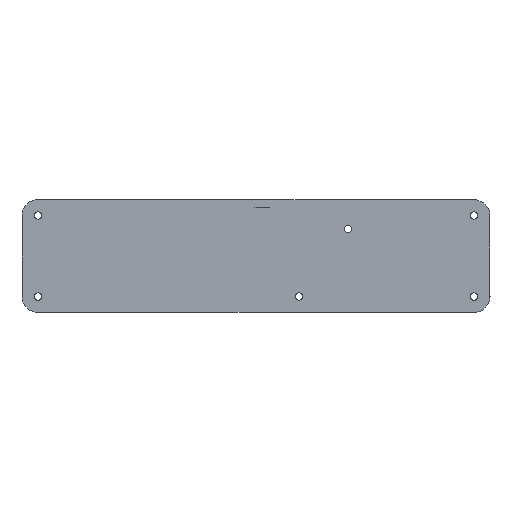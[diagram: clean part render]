
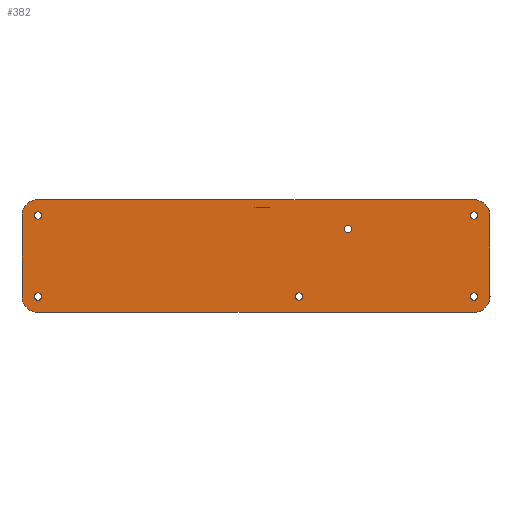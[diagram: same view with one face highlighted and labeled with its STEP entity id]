
A CAD part, top view. The second image highlights one B-rep face of the part: STEP entity #382.
In plain terms, the highlighted planar face has unit normal (0, 0, 1).
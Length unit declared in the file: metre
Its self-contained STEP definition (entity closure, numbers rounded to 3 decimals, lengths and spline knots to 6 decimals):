
#13=CIRCLE('',#400,0.006504);
#15=CIRCLE('',#404,0.006498);
#17=CIRCLE('',#408,0.006498);
#19=CIRCLE('',#412,0.006504);
#21=CIRCLE('',#415,0.006504);
#22=CIRCLE('',#418,0.0015);
#24=CIRCLE('',#421,0.0015);
#26=CIRCLE('',#424,0.0015);
#28=CIRCLE('',#427,0.0015);
#30=CIRCLE('',#430,0.0015);
#33=CIRCLE('',#435,0.006504);
#34=CIRCLE('',#437,0.0015);
#108=ORIENTED_EDGE('',*,*,#150,.T.);
#109=ORIENTED_EDGE('',*,*,#154,.T.);
#110=ORIENTED_EDGE('',*,*,#157,.T.);
#111=ORIENTED_EDGE('',*,*,#160,.T.);
#112=ORIENTED_EDGE('',*,*,#163,.T.);
#113=ORIENTED_EDGE('',*,*,#166,.T.);
#114=ORIENTED_EDGE('',*,*,#169,.T.);
#115=ORIENTED_EDGE('',*,*,#172,.T.);
#116=ORIENTED_EDGE('',*,*,#175,.T.);
#117=ORIENTED_EDGE('',*,*,#189,.T.);
#118=ORIENTED_EDGE('',*,*,#146,.F.);
#119=ORIENTED_EDGE('',*,*,#187,.T.);
#120=ORIENTED_EDGE('',*,*,#184,.T.);
#121=ORIENTED_EDGE('',*,*,#182,.F.);
#122=ORIENTED_EDGE('',*,*,#180,.F.);
#123=ORIENTED_EDGE('',*,*,#178,.F.);
#124=ORIENTED_EDGE('',*,*,#176,.T.);
#125=ORIENTED_EDGE('',*,*,#190,.F.);
#146=EDGE_CURVE('',#194,#195,#230,.T.);
#150=EDGE_CURVE('',#199,#198,#13,.F.);
#154=EDGE_CURVE('',#198,#201,#236,.T.);
#157=EDGE_CURVE('',#201,#203,#15,.F.);
#160=EDGE_CURVE('',#203,#205,#240,.T.);
#163=EDGE_CURVE('',#205,#207,#17,.F.);
#166=EDGE_CURVE('',#207,#209,#244,.T.);
#169=EDGE_CURVE('',#209,#211,#19,.F.);
#172=EDGE_CURVE('',#211,#213,#21,.F.);
#175=EDGE_CURVE('',#213,#215,#249,.T.);
#176=EDGE_CURVE('',#216,#216,#22,.T.);
#178=EDGE_CURVE('',#218,#218,#24,.T.);
#180=EDGE_CURVE('',#220,#220,#26,.T.);
#182=EDGE_CURVE('',#222,#222,#28,.T.);
#184=EDGE_CURVE('',#224,#224,#30,.T.);
#187=EDGE_CURVE('',#194,#195,#251,.T.);
#189=EDGE_CURVE('',#215,#199,#33,.F.);
#190=EDGE_CURVE('',#226,#226,#34,.T.);
#194=VERTEX_POINT('',#561);
#195=VERTEX_POINT('',#563);
#198=VERTEX_POINT('',#570);
#199=VERTEX_POINT('',#572);
#201=VERTEX_POINT('',#578);
#203=VERTEX_POINT('',#584);
#205=VERTEX_POINT('',#590);
#207=VERTEX_POINT('',#596);
#209=VERTEX_POINT('',#602);
#211=VERTEX_POINT('',#608);
#213=VERTEX_POINT('',#614);
#215=VERTEX_POINT('',#620);
#216=VERTEX_POINT('',#624);
#218=VERTEX_POINT('',#629);
#220=VERTEX_POINT('',#634);
#222=VERTEX_POINT('',#639);
#224=VERTEX_POINT('',#644);
#226=VERTEX_POINT('',#655);
#230=LINE('',#562,#254);
#236=LINE('',#579,#260);
#240=LINE('',#591,#264);
#244=LINE('',#603,#268);
#249=LINE('',#621,#273);
#251=LINE('',#649,#275);
#254=VECTOR('',#447,1.);
#260=VECTOR('',#461,1.);
#264=VECTOR('',#473,1.);
#268=VECTOR('',#485,1.);
#273=VECTOR('',#504,1.);
#275=VECTOR('',#538,1.);
#300=EDGE_LOOP('',(#108,#109,#110,#111,#112,#113,#114,#115,#116,#117));
#301=EDGE_LOOP('',(#118,#119));
#302=EDGE_LOOP('',(#120));
#303=EDGE_LOOP('',(#121));
#304=EDGE_LOOP('',(#122));
#305=EDGE_LOOP('',(#123));
#306=EDGE_LOOP('',(#124));
#307=EDGE_LOOP('',(#125));
#340=FACE_BOUND('',#300,.T.);
#341=FACE_BOUND('',#301,.T.);
#342=FACE_BOUND('',#302,.T.);
#343=FACE_BOUND('',#303,.T.);
#344=FACE_BOUND('',#304,.T.);
#345=FACE_BOUND('',#305,.T.);
#346=FACE_BOUND('',#306,.T.);
#347=FACE_BOUND('',#307,.T.);
#362=PLANE('',#439);
#382=ADVANCED_FACE('',(#340,#341,#342,#343,#344,#345,#346,#347),#362,.T.);
#400=AXIS2_PLACEMENT_3D('',#571,#454,#455);
#404=AXIS2_PLACEMENT_3D('',#585,#467,#468);
#408=AXIS2_PLACEMENT_3D('',#597,#479,#480);
#412=AXIS2_PLACEMENT_3D('',#609,#491,#492);
#415=AXIS2_PLACEMENT_3D('',#615,#498,#499);
#418=AXIS2_PLACEMENT_3D('',#623,#507,#508);
#421=AXIS2_PLACEMENT_3D('',#628,#513,#514);
#424=AXIS2_PLACEMENT_3D('',#633,#519,#520);
#427=AXIS2_PLACEMENT_3D('',#638,#525,#526);
#430=AXIS2_PLACEMENT_3D('',#643,#531,#532);
#435=AXIS2_PLACEMENT_3D('',#652,#543,#544);
#437=AXIS2_PLACEMENT_3D('',#654,#547,#548);
#439=AXIS2_PLACEMENT_3D('',#658,#551,#552);
#447=DIRECTION('',(-1.,0.,0.));
#454=DIRECTION('',(0.,0.,-1.));
#455=DIRECTION('',(-1.,0.,0.));
#461=DIRECTION('',(-1.,0.,0.));
#467=DIRECTION('',(0.,0.,-1.));
#468=DIRECTION('',(-1.,0.,0.));
#473=DIRECTION('',(0.,-1.,0.));
#479=DIRECTION('',(0.,0.,-1.));
#480=DIRECTION('',(-1.,0.,0.));
#485=DIRECTION('',(1.,0.,0.));
#491=DIRECTION('',(0.,0.,-1.));
#492=DIRECTION('',(-1.,0.,0.));
#498=DIRECTION('',(0.,0.,-1.));
#499=DIRECTION('',(-1.,0.,0.));
#504=DIRECTION('',(0.,1.,0.));
#507=DIRECTION('',(0.,0.,-1.));
#508=DIRECTION('',(1.,0.,0.));
#513=DIRECTION('',(0.,0.,1.));
#514=DIRECTION('',(1.,0.,0.));
#519=DIRECTION('',(0.,0.,1.));
#520=DIRECTION('',(1.,0.,0.));
#525=DIRECTION('',(0.,0.,1.));
#526=DIRECTION('',(1.,0.,0.));
#531=DIRECTION('',(0.,0.,-1.));
#532=DIRECTION('',(1.,0.,0.));
#538=DIRECTION('',(-1.,0.,0.));
#543=DIRECTION('',(0.,0.,-1.));
#544=DIRECTION('',(-1.,0.,0.));
#547=DIRECTION('',(0.,0.,1.));
#548=DIRECTION('',(1.,0.,0.));
#551=DIRECTION('',(0.,0.,1.));
#552=DIRECTION('',(1.,0.,0.));
#561=CARTESIAN_POINT('',(0.005615,0.019999,0.002));
#562=CARTESIAN_POINT('',(0.002594,0.02,0.002));
#563=CARTESIAN_POINT('',(-0.000427,0.02,0.002));
#570=CARTESIAN_POINT('',(0.088986,0.022966,0.002));
#571=CARTESIAN_POINT('',(0.088982,0.016462,0.002));
#572=CARTESIAN_POINT('',(0.093582,0.021061,0.002));
#578=CARTESIAN_POINT('',(-0.089001,0.023034,0.002));
#579=CARTESIAN_POINT('',(-0.039185,0.023015,0.002));
#584=CARTESIAN_POINT('',(-0.0955,0.016533,0.002));
#585=CARTESIAN_POINT('',(-0.089002,0.016536,0.002));
#590=CARTESIAN_POINT('',(-0.0955,-0.0165,0.002));
#591=CARTESIAN_POINT('',(-0.0955,0.000016,0.002));
#596=CARTESIAN_POINT('',(-0.089,-0.023,0.002));
#597=CARTESIAN_POINT('',(-0.089002,-0.016502,0.002));
#602=CARTESIAN_POINT('',(0.089,-0.022999,0.002));
#603=CARTESIAN_POINT('',(0.,-0.023,0.002));
#608=CARTESIAN_POINT('',(0.093597,-0.021094,0.002));
#609=CARTESIAN_POINT('',(0.088998,-0.016495,0.002));
#614=CARTESIAN_POINT('',(0.095495,-0.016502,0.002));
#615=CARTESIAN_POINT('',(0.08899,-0.016502,0.002));
#620=CARTESIAN_POINT('',(0.095487,0.016465,0.002));
#621=CARTESIAN_POINT('',(0.095491,-0.000019,0.002));
#623=CARTESIAN_POINT('',(0.088999,0.016534,0.002));
#624=CARTESIAN_POINT('',(0.090499,0.016534,0.002));
#628=CARTESIAN_POINT('',(0.088999,-0.016534,0.002));
#629=CARTESIAN_POINT('',(0.090499,-0.016534,0.002));
#633=CARTESIAN_POINT('',(0.037487,0.010986,0.002));
#634=CARTESIAN_POINT('',(0.038987,0.010986,0.002));
#638=CARTESIAN_POINT('',(0.0175,-0.016499,0.002));
#639=CARTESIAN_POINT('',(0.019,-0.016499,0.002));
#643=CARTESIAN_POINT('',(-0.088999,-0.016534,0.002));
#644=CARTESIAN_POINT('',(-0.087499,-0.016534,0.002));
#649=CARTESIAN_POINT('',(0.002594,0.019999,0.002));
#652=CARTESIAN_POINT('',(0.088983,0.016462,0.002));
#654=CARTESIAN_POINT('',(-0.088999,0.016534,0.002));
#655=CARTESIAN_POINT('',(-0.087499,0.016534,0.002));
#658=CARTESIAN_POINT('',(-0.000003,0.000017,0.002));
